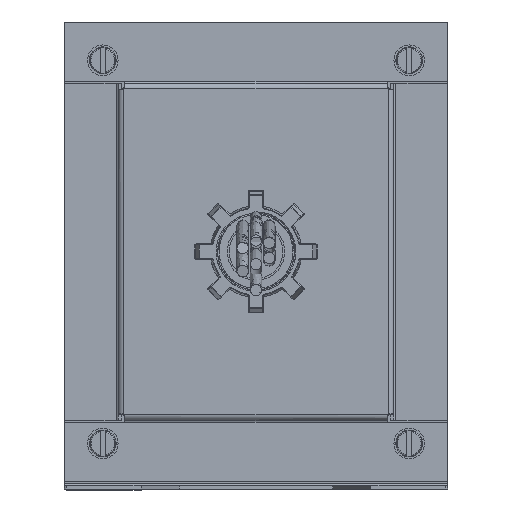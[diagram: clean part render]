
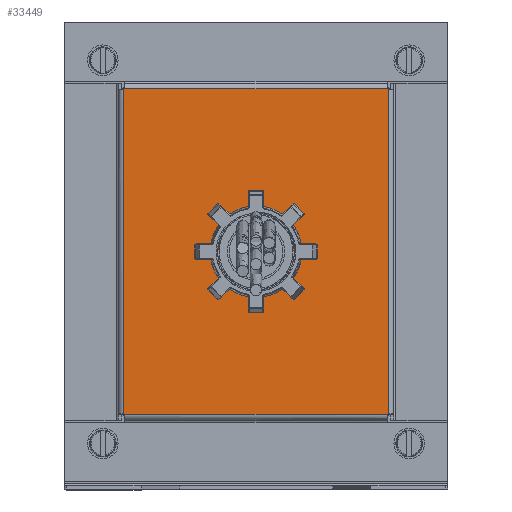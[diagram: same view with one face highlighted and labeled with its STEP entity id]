
A CAD part, top view. The second image highlights one B-rep face of the part: STEP entity #33449.
In plain terms, the highlighted planar face has unit normal (0, 0, 1).
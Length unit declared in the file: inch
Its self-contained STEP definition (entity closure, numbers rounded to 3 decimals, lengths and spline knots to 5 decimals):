
#555 = VECTOR ( 'NONE', #15480, 39.37008 ) ;
#1345 = CARTESIAN_POINT ( 'NONE',  ( -3.90152, 2.02524, 3.53354 ) ) ;
#3791 = AXIS2_PLACEMENT_3D ( 'NONE', #10305, #6496, #4043 ) ;
#4043 = DIRECTION ( 'NONE',  ( -1., 0., 0. ) ) ;
#4681 = EDGE_LOOP ( 'NONE', ( #14494, #21848, #31166, #16106 ) ) ;
#5133 = DIRECTION ( 'NONE',  ( 1., 0., 0. ) ) ;
#5455 = PLANE ( 'NONE',  #9716 ) ;
#6058 = CARTESIAN_POINT ( 'NONE',  ( -1.23617, 1.83692, 3.53354 ) ) ;
#6496 = DIRECTION ( 'NONE',  ( 0., 0., 1. ) ) ;
#7149 = EDGE_CURVE ( 'NONE', #11835, #23198, #9690, .T. ) ;
#7175 = EDGE_CURVE ( 'NONE', #38823, #34575, #32677, .T. ) ;
#7234 = AXIS2_PLACEMENT_3D ( 'NONE', #38178, #16616, #35178 ) ;
#7789 = CARTESIAN_POINT ( 'NONE',  ( -2.14956, 0.35202, 3.53354 ) ) ;
#7995 = CARTESIAN_POINT ( 'NONE',  ( -3.90152, -1.32121, 3.53354 ) ) ;
#9189 = CARTESIAN_POINT ( 'NONE',  ( -2.93696, 0.35202, 3.53354 ) ) ;
#9690 = LINE ( 'NONE', #34847, #555 ) ;
#9716 = AXIS2_PLACEMENT_3D ( 'NONE', #6058, #34023, #37238 ) ;
#10006 = CARTESIAN_POINT ( 'NONE',  ( -1.18499, 2.02524, 3.53354 ) ) ;
#10305 = CARTESIAN_POINT ( 'NONE',  ( -2.54326, 0.35202, 3.53354 ) ) ;
#10497 = VECTOR ( 'NONE', #5133, 39.37008 ) ;
#10544 = VERTEX_POINT ( 'NONE', #26927 ) ;
#11299 = FACE_OUTER_BOUND ( 'NONE', #4681, .T. ) ;
#11835 = VERTEX_POINT ( 'NONE', #31724 ) ;
#13609 = DIRECTION ( 'NONE',  ( 0., -1., 0. ) ) ;
#14494 = ORIENTED_EDGE ( 'NONE', *, *, #35327, .T. ) ;
#15480 = DIRECTION ( 'NONE',  ( 0., 1., 0. ) ) ;
#16106 = ORIENTED_EDGE ( 'NONE', *, *, #25010, .T. ) ;
#16616 = DIRECTION ( 'NONE',  ( 0., 0., 1. ) ) ;
#17778 = LINE ( 'NONE', #7995, #10497 ) ;
#18174 = ORIENTED_EDGE ( 'NONE', *, *, #33754, .F. ) ;
#19105 = CARTESIAN_POINT ( 'NONE',  ( -3.90152, 2.02524, 3.53354 ) ) ;
#21438 = DIRECTION ( 'NONE',  ( -1., 0., 0. ) ) ;
#21848 = ORIENTED_EDGE ( 'NONE', *, *, #7149, .T. ) ;
#23198 = VERTEX_POINT ( 'NONE', #10006 ) ;
#24094 = VECTOR ( 'NONE', #13609, 39.37008 ) ;
#25010 = EDGE_CURVE ( 'NONE', #25463, #10544, #32132, .T. ) ;
#25463 = VERTEX_POINT ( 'NONE', #19105 ) ;
#26927 = CARTESIAN_POINT ( 'NONE',  ( -3.90152, -1.32121, 3.53354 ) ) ;
#28115 = EDGE_LOOP ( 'NONE', ( #39297, #18174 ) ) ;
#28366 = CIRCLE ( 'NONE', #7234, 0.3937 ) ;
#29557 = EDGE_CURVE ( 'NONE', #23198, #25463, #36560, .T. ) ;
#31166 = ORIENTED_EDGE ( 'NONE', *, *, #29557, .T. ) ;
#31724 = CARTESIAN_POINT ( 'NONE',  ( -1.18499, -1.32121, 3.53354 ) ) ;
#32132 = LINE ( 'NONE', #1345, #24094 ) ;
#32677 = CIRCLE ( 'NONE', #3791, 0.3937 ) ;
#32819 = FACE_BOUND ( 'NONE', #28115, .T. ) ;
#33449 = ADVANCED_FACE ( 'NONE', ( #11299, #32819 ), #5455, .F. ) ;
#33754 = EDGE_CURVE ( 'NONE', #34575, #38823, #28366, .T. ) ;
#34023 = DIRECTION ( 'NONE',  ( 0., 0., -1. ) ) ;
#34575 = VERTEX_POINT ( 'NONE', #7789 ) ;
#34847 = CARTESIAN_POINT ( 'NONE',  ( -1.18499, -1.32121, 3.53354 ) ) ;
#35178 = DIRECTION ( 'NONE',  ( -1., 0., 0. ) ) ;
#35327 = EDGE_CURVE ( 'NONE', #10544, #11835, #17778, .T. ) ;
#36560 = LINE ( 'NONE', #39131, #38345 ) ;
#37238 = DIRECTION ( 'NONE',  ( -1., 0., 0. ) ) ;
#38178 = CARTESIAN_POINT ( 'NONE',  ( -2.54326, 0.35202, 3.53354 ) ) ;
#38345 = VECTOR ( 'NONE', #21438, 39.37008 ) ;
#38823 = VERTEX_POINT ( 'NONE', #9189 ) ;
#39131 = CARTESIAN_POINT ( 'NONE',  ( -1.18499, 2.02524, 3.53354 ) ) ;
#39297 = ORIENTED_EDGE ( 'NONE', *, *, #7175, .F. ) ;
